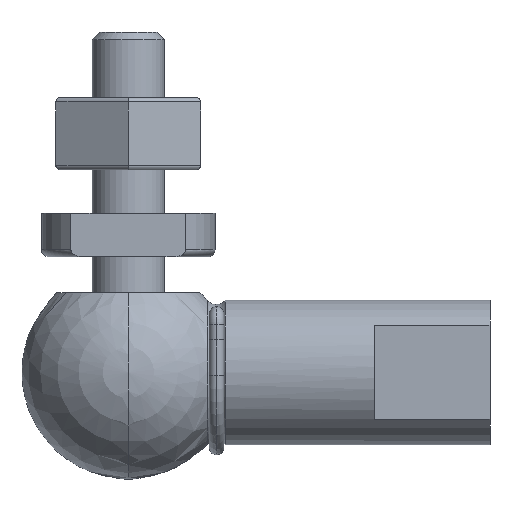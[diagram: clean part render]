
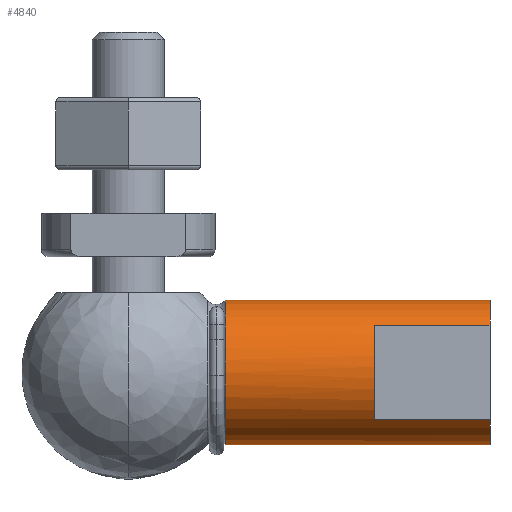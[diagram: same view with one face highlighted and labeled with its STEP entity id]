
A CAD part, left-side view. The second image highlights one B-rep face of the part: STEP entity #4840.
In plain terms, the highlighted cylindrical face has radius 5 mm (diameter 10 mm), a partial arc.
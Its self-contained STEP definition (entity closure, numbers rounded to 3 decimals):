
#934=CARTESIAN_POINT('',(0.,-6.704,0.));
#935=DIRECTION('',(0.,-1.,0.));
#936=DIRECTION('',(0.,0.,1.));
#937=AXIS2_PLACEMENT_3D('',#934,#935,#936);
#939=DIRECTION('',(0.,1.,0.));
#940=VECTOR('',#939,18.296);
#941=CARTESIAN_POINT('',(0.,-25.,5.));
#942=LINE('',#941,#940);
#943=DIRECTION('',(0.,-1.,0.));
#944=VECTOR('',#943,8.);
#945=CARTESIAN_POINT('',(-3.8,-17.,3.25));
#946=LINE('',#945,#944);
#947=CARTESIAN_POINT('',(0.,-17.,0.));
#948=DIRECTION('',(0.,-1.,0.));
#949=DIRECTION('',(-0.76,0.,0.65));
#950=AXIS2_PLACEMENT_3D('',#947,#948,#949);
#952=DIRECTION('',(0.,-1.,0.));
#953=VECTOR('',#952,8.);
#954=CARTESIAN_POINT('',(-3.8,-17.,-3.25));
#955=LINE('',#954,#953);
#1161=DIRECTION('',(0.,1.,0.));
#1162=VECTOR('',#1161,18.296);
#1163=CARTESIAN_POINT('',(0.,-25.,-5.));
#1164=LINE('',#1163,#1162);
#3720=CARTESIAN_POINT('',(0.,-25.,0.));
#3721=DIRECTION('',(0.,-1.,0.));
#3722=DIRECTION('',(0.,0.,1.));
#3723=AXIS2_PLACEMENT_3D('',#3720,#3721,#3722);
#3739=CARTESIAN_POINT('',(0.,-25.,0.));
#3740=DIRECTION('',(0.,-1.,0.));
#3741=DIRECTION('',(-0.76,0.,-0.65));
#3742=AXIS2_PLACEMENT_3D('',#3739,#3740,#3741);
#3840=CARTESIAN_POINT('',(0.,-25.,-5.));
#3841=VERTEX_POINT('',#3840);
#3842=CARTESIAN_POINT('',(0.,-25.,5.));
#3843=VERTEX_POINT('',#3842);
#3844=CARTESIAN_POINT('',(-3.8,-17.,-3.25));
#3845=CARTESIAN_POINT('',(-3.8,-17.,3.25));
#3846=VERTEX_POINT('',#3844);
#3847=VERTEX_POINT('',#3845);
#3848=CARTESIAN_POINT('',(-3.8,-25.,3.25));
#3849=CARTESIAN_POINT('',(-3.8,-25.,-3.25));
#3850=VERTEX_POINT('',#3848);
#3851=VERTEX_POINT('',#3849);
#3864=CARTESIAN_POINT('',(0.,-6.704,5.));
#3865=CARTESIAN_POINT('',(0.,-6.704,-5.));
#3866=VERTEX_POINT('',#3864);
#3867=VERTEX_POINT('',#3865);
#4818=CARTESIAN_POINT('',(0.,-25.,0.));
#4819=DIRECTION('',(0.,-1.,0.));
#4820=DIRECTION('',(0.,0.,1.));
#4821=AXIS2_PLACEMENT_3D('',#4818,#4819,#4820);
#4822=CYLINDRICAL_SURFACE('',#4821,5.);
#4823=ORIENTED_EDGE('',*,*,#4812,.F.);
#4825=ORIENTED_EDGE('',*,*,#4824,.F.);
#4827=ORIENTED_EDGE('',*,*,#4826,.T.);
#4829=ORIENTED_EDGE('',*,*,#4828,.F.);
#4831=ORIENTED_EDGE('',*,*,#4830,.T.);
#4833=ORIENTED_EDGE('',*,*,#4832,.T.);
#4835=ORIENTED_EDGE('',*,*,#4834,.T.);
#4837=ORIENTED_EDGE('',*,*,#4836,.T.);
#4838=EDGE_LOOP('',(#4823,#4825,#4827,#4829,#4831,#4833,#4835,#4837));
#4839=FACE_OUTER_BOUND('',#4838,.F.);
#4840=ADVANCED_FACE('',(#4839),#4822,.T.);
#938=CIRCLE('',#937,5.);
#951=CIRCLE('',#950,5.);
#3724=CIRCLE('',#3723,5.);
#3743=CIRCLE('',#3742,5.);
#4812=EDGE_CURVE('',#3866,#3867,#938,.T.);
#4824=EDGE_CURVE('',#3843,#3866,#942,.T.);
#4826=EDGE_CURVE('',#3843,#3850,#3724,.T.);
#4828=EDGE_CURVE('',#3847,#3850,#946,.T.);
#4830=EDGE_CURVE('',#3847,#3846,#951,.T.);
#4832=EDGE_CURVE('',#3846,#3851,#955,.T.);
#4834=EDGE_CURVE('',#3851,#3841,#3743,.T.);
#4836=EDGE_CURVE('',#3841,#3867,#1164,.T.);
